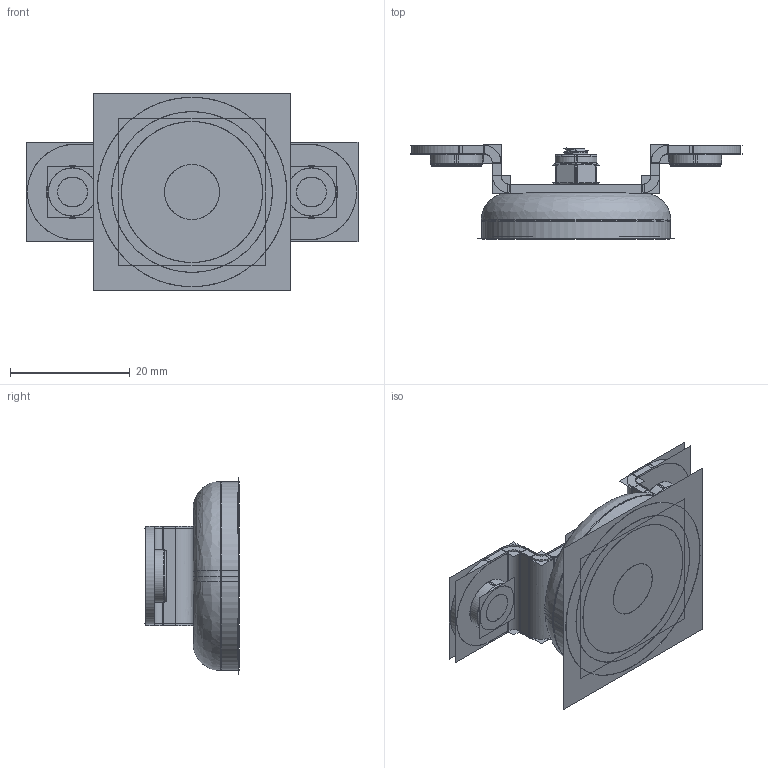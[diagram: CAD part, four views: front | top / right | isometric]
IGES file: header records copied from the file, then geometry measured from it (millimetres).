
Start section:  PTC IGES file: 235691_sm01.igs
Global section: file name: 235691_sm01.igs; native system: Creo Parametric by PTC Inc.; preprocessor: 2022414; author: banengservice; organization: Unknown; date: 20240611.105849; units: millimetre
Bounding box: 55.57 x 15.74 x 33.02 mm (x, y, z)
Volume: 7248.2 mm3; surface area: 18818.4 mm2
Topology: 1 solids, 1 shells, 306 faces, 1480 edges, 1855 vertices
Faces by surface type: revolution 158, bspline 148
